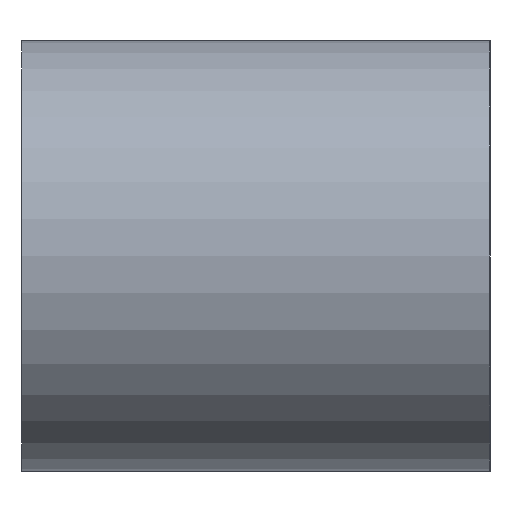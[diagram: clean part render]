
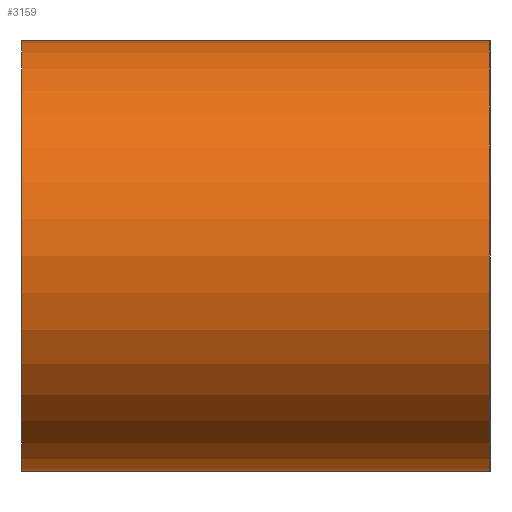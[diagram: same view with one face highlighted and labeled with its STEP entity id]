
A CAD part, left-side view. The second image highlights one B-rep face of the part: STEP entity #3159.
In plain terms, the highlighted cylindrical face has radius 3.72 mm (diameter 7.44 mm), a partial arc.
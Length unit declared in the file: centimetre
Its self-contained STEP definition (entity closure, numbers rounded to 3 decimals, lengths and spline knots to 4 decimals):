
#15=CYLINDRICAL_SURFACE('',#3486,0.372);
#194=FACE_OUTER_BOUND('',#423,.T.);
#423=EDGE_LOOP('',(#2287,#2288,#2289,#2290));
#670=LINE('',#5242,#897);
#671=LINE('',#5243,#898);
#897=VECTOR('',#4091,0.8065);
#898=VECTOR('',#4092,0.8065);
#1088=CIRCLE('',#3367,0.372);
#1147=CIRCLE('',#3427,0.372);
#1338=VERTEX_POINT('',#4932);
#1339=VERTEX_POINT('',#4933);
#1415=VERTEX_POINT('',#5087);
#1416=VERTEX_POINT('',#5088);
#1656=EDGE_CURVE('',#1338,#1339,#1088,.T.);
#1733=EDGE_CURVE('',#1415,#1416,#1147,.T.);
#1810=EDGE_CURVE('',#1339,#1416,#670,.T.);
#1811=EDGE_CURVE('',#1338,#1415,#671,.T.);
#2287=ORIENTED_EDGE('',*,*,#1656,.T.);
#2288=ORIENTED_EDGE('',*,*,#1810,.T.);
#2289=ORIENTED_EDGE('',*,*,#1733,.F.);
#2290=ORIENTED_EDGE('',*,*,#1811,.F.);
#3159=ADVANCED_FACE('',(#194),#15,.T.);
#3367=AXIS2_PLACEMENT_3D('',#4934,#3815,#3816);
#3427=AXIS2_PLACEMENT_3D('',#5089,#3953,#3954);
#3486=AXIS2_PLACEMENT_3D('',#5241,#4089,#4090);
#3815=DIRECTION('center_axis',(0.,1.,0.));
#3816=DIRECTION('ref_axis',(0.,0.,-1.));
#3953=DIRECTION('center_axis',(0.,1.,0.));
#3954=DIRECTION('ref_axis',(0.,0.,-1.));
#4089=DIRECTION('center_axis',(0.,1.,0.));
#4090=DIRECTION('ref_axis',(-1.,0.,0.));
#4091=DIRECTION('',(0.,1.,0.));
#4092=DIRECTION('',(0.,1.,0.));
#4932=CARTESIAN_POINT('',(0.,0.,-0.372));
#4933=CARTESIAN_POINT('',(0.,0.,0.372));
#4934=CARTESIAN_POINT('Origin',(0.,0.,0.));
#5087=CARTESIAN_POINT('',(0.,0.8065,-0.372));
#5088=CARTESIAN_POINT('',(0.,0.8065,0.372));
#5089=CARTESIAN_POINT('Origin',(0.,0.8065,0.));
#5241=CARTESIAN_POINT('Origin',(0.,0.,0.));
#5242=CARTESIAN_POINT('',(0.,0.,0.372));
#5243=CARTESIAN_POINT('',(0.,0.,-0.372));
